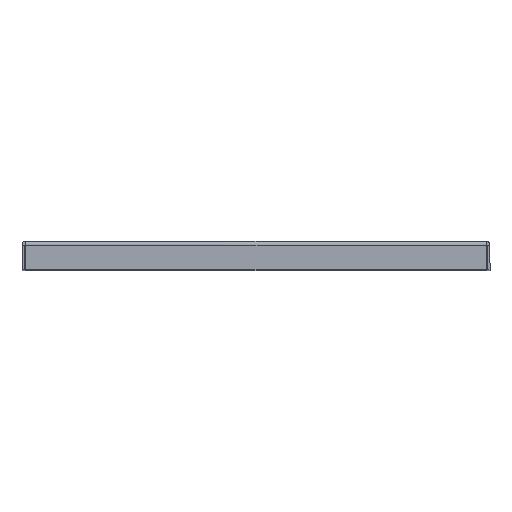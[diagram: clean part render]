
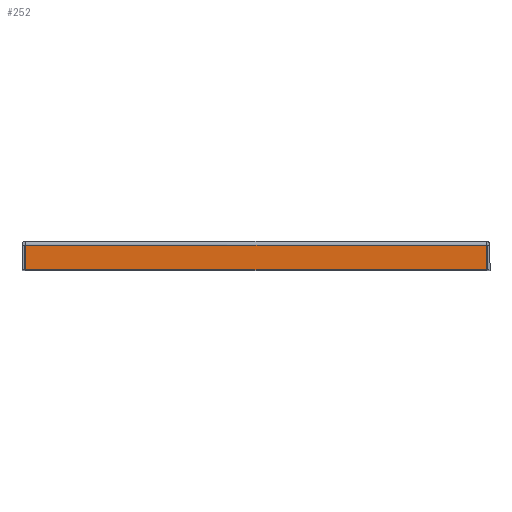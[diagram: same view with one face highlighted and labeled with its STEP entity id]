
A CAD part, top view. The second image highlights one B-rep face of the part: STEP entity #252.
In plain terms, the highlighted planar face has unit normal (0, 0, 1).
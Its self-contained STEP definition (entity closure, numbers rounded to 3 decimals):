
#2 = PLANE ( 'NONE',  #1680 ) ;
#156 = VERTEX_POINT ( 'NONE', #2941 ) ;
#252 = ADVANCED_FACE ( 'NONE', ( #2784 ), #2, .T. ) ;
#360 = VECTOR ( 'NONE', #2235, 1000. ) ;
#409 = LINE ( 'NONE', #997, #360 ) ;
#695 = EDGE_CURVE ( 'NONE', #3923, #904, #2261, .T. ) ;
#904 = VERTEX_POINT ( 'NONE', #5656 ) ;
#967 = DIRECTION ( 'NONE',  ( 1., 0., 0. ) ) ;
#997 = CARTESIAN_POINT ( 'NONE',  ( 0., -3.099, 275.049 ) ) ;
#1261 = EDGE_CURVE ( 'NONE', #156, #3923, #1409, .T. ) ;
#1318 = VECTOR ( 'NONE', #3909, 1000. ) ;
#1372 = EDGE_CURVE ( 'NONE', #3292, #156, #4871, .T. ) ;
#1409 = LINE ( 'NONE', #3224, #3776 ) ;
#1579 = CARTESIAN_POINT ( 'NONE',  ( -179.281, -3.099, 275.049 ) ) ;
#1680 = AXIS2_PLACEMENT_3D ( 'NONE', #3244, #1933, #2392 ) ;
#1933 = DIRECTION ( 'NONE',  ( 0., 0., 1. ) ) ;
#1974 = EDGE_CURVE ( 'NONE', #904, #3292, #409, .T. ) ;
#2235 = DIRECTION ( 'NONE',  ( -1., 0., 0. ) ) ;
#2261 = LINE ( 'NONE', #4812, #1318 ) ;
#2392 = DIRECTION ( 'NONE',  ( 0., -1., 0. ) ) ;
#2484 = CARTESIAN_POINT ( 'NONE',  ( -179.281, 0., 275.049 ) ) ;
#2663 = DIRECTION ( 'NONE',  ( 0., -1., 0. ) ) ;
#2784 = FACE_OUTER_BOUND ( 'NONE', #3663, .T. ) ;
#2941 = CARTESIAN_POINT ( 'NONE',  ( -179.281, -22.286, 275.049 ) ) ;
#2974 = ORIENTED_EDGE ( 'NONE', *, *, #1261, .T. ) ;
#3224 = CARTESIAN_POINT ( 'NONE',  ( 0., -22.286, 275.049 ) ) ;
#3244 = CARTESIAN_POINT ( 'NONE',  ( 0., 0., 275.049 ) ) ;
#3292 = VERTEX_POINT ( 'NONE', #1579 ) ;
#3519 = ORIENTED_EDGE ( 'NONE', *, *, #1974, .T. ) ;
#3663 = EDGE_LOOP ( 'NONE', ( #2974, #5117, #3519, #3991 ) ) ;
#3755 = CARTESIAN_POINT ( 'NONE',  ( 179.281, -22.286, 275.049 ) ) ;
#3776 = VECTOR ( 'NONE', #967, 1000. ) ;
#3909 = DIRECTION ( 'NONE',  ( 0., 1., 0. ) ) ;
#3923 = VERTEX_POINT ( 'NONE', #3755 ) ;
#3991 = ORIENTED_EDGE ( 'NONE', *, *, #1372, .T. ) ;
#4712 = VECTOR ( 'NONE', #2663, 1000. ) ;
#4812 = CARTESIAN_POINT ( 'NONE',  ( 179.281, 0., 275.049 ) ) ;
#4871 = LINE ( 'NONE', #2484, #4712 ) ;
#5117 = ORIENTED_EDGE ( 'NONE', *, *, #695, .T. ) ;
#5656 = CARTESIAN_POINT ( 'NONE',  ( 179.281, -3.099, 275.049 ) ) ;
